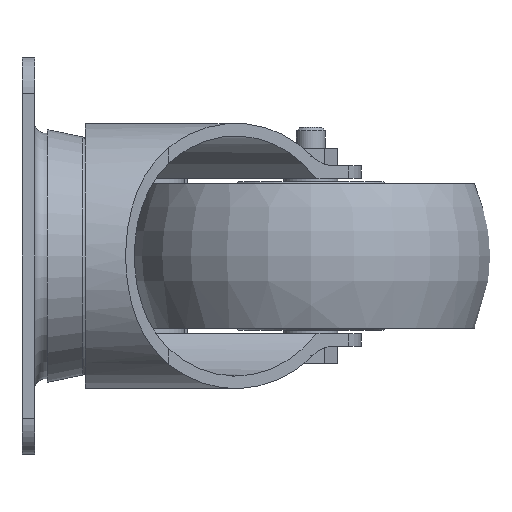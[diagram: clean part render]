
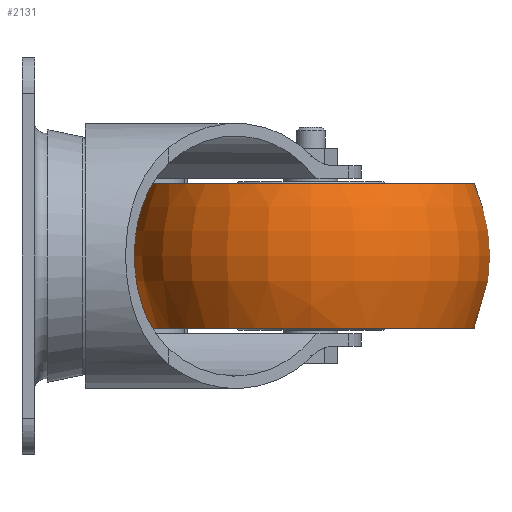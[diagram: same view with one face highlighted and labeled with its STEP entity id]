
A CAD part, left-side view. The second image highlights one B-rep face of the part: STEP entity #2131.
In plain terms, the highlighted toroidal (fillet/blend) face has major radius 5 mm and minor radius 45 mm.
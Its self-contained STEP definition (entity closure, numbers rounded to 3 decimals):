
#22=DEGENERATE_TOROIDAL_SURFACE('',#2325,5.,45.,
 .T.);
#808=ORIENTED_EDGE('',*,*,#1274,.T.);
#809=ORIENTED_EDGE('',*,*,#1275,.F.);
#1274=EDGE_CURVE('',#1516,#1516,#1627,.T.);
#1275=EDGE_CURVE('',#1517,#1517,#1628,.T.);
#1516=VERTEX_POINT('',#3502);
#1517=VERTEX_POINT('',#3505);
#1627=CIRCLE('',#2324,45.336);
#1628=CIRCLE('',#2326,45.336);
#1747=EDGE_LOOP('',(#808));
#1748=EDGE_LOOP('',(#809));
#1911=FACE_BOUND('',#1747,.T.);
#1912=FACE_BOUND('',#1748,.T.);
#2131=ADVANCED_FACE('',(#1911,#1912),#22,.T.);
#2324=AXIS2_PLACEMENT_3D('',#3501,#2800,#2801);
#2325=AXIS2_PLACEMENT_3D('',#3503,#2802,#2803);
#2326=AXIS2_PLACEMENT_3D('',#3504,#2804,#2805);
#2800=DIRECTION('',(0.,0.,-1.));
#2801=DIRECTION('',(-1.,0.,0.));
#2802=DIRECTION('',(0.,0.,-1.));
#2803=DIRECTION('',(-1.,0.,0.));
#2804=DIRECTION('',(0.,0.,-1.));
#2805=DIRECTION('',(-1.,0.,0.));
#3501=CARTESIAN_POINT('',(0.,0.,19.95));
#3502=CARTESIAN_POINT('',(-45.336,0.,19.95));
#3503=CARTESIAN_POINT('',(0.,0.,0.));
#3504=CARTESIAN_POINT('',(0.,0.,-19.95));
#3505=CARTESIAN_POINT('',(-45.336,0.,-19.95));
